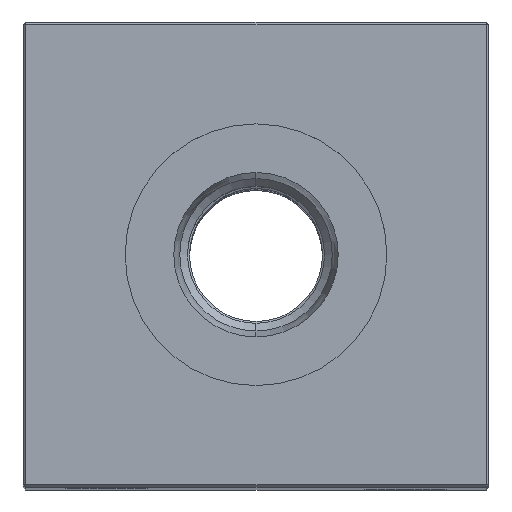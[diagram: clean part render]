
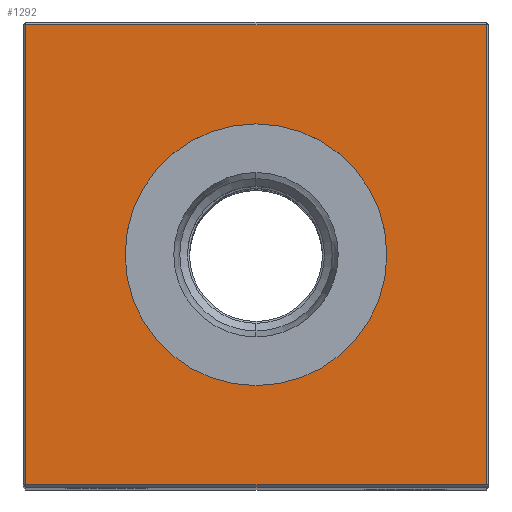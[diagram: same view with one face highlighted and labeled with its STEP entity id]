
A CAD part, top view. The second image highlights one B-rep face of the part: STEP entity #1292.
In plain terms, the highlighted planar face has unit normal (0, 0, 1).
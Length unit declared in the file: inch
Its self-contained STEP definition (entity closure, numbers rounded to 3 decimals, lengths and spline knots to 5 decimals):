
#46 = DIRECTION ( 'NONE',  ( 0., -1., 0. ) ) ;
#961 = EDGE_CURVE ( 'NONE', #14627, #16116, #26432, .T. ) ;
#1292 = ADVANCED_FACE ( 'NONE', ( #3671, #8155 ), #11984, .F. ) ;
#1755 = ORIENTED_EDGE ( 'NONE', *, *, #2923, .T. ) ;
#2888 = VECTOR ( 'NONE', #12283, 39.37008 ) ;
#2923 = EDGE_CURVE ( 'NONE', #16116, #7691, #22582, .T. ) ;
#3018 = ORIENTED_EDGE ( 'NONE', *, *, #961, .T. ) ;
#3671 = FACE_OUTER_BOUND ( 'NONE', #24459, .T. ) ;
#3787 = LINE ( 'NONE', #22699, #5153 ) ;
#3953 = DIRECTION ( 'NONE',  ( 0., 0., -1. ) ) ;
#4062 = DIRECTION ( 'NONE',  ( 0., 0., -1. ) ) ;
#4194 = AXIS2_PLACEMENT_3D ( 'NONE', #6106, #4062, #12379 ) ;
#5128 = DIRECTION ( 'NONE',  ( -1., 0., 0. ) ) ;
#5153 = VECTOR ( 'NONE', #22170, 39.37008 ) ;
#5572 = CARTESIAN_POINT ( 'NONE',  ( -0.865, 0.865, 5.5 ) ) ;
#5644 = EDGE_LOOP ( 'NONE', ( #12873, #10672 ) ) ;
#5993 = CARTESIAN_POINT ( 'NONE',  ( 0., 0., 5.5 ) ) ;
#6106 = CARTESIAN_POINT ( 'NONE',  ( 0., 0., 5.5 ) ) ;
#6221 = EDGE_CURVE ( 'NONE', #17232, #9575, #26320, .T. ) ;
#6228 = CARTESIAN_POINT ( 'NONE',  ( 0.865, 0., 5.5 ) ) ;
#7691 = VERTEX_POINT ( 'NONE', #25847 ) ;
#7917 = CARTESIAN_POINT ( 'NONE',  ( 0., -0.865, 5.5 ) ) ;
#8155 = FACE_BOUND ( 'NONE', #5644, .T. ) ;
#8642 = LINE ( 'NONE', #26366, #25742 ) ;
#9391 = AXIS2_PLACEMENT_3D ( 'NONE', #17529, #11411, #5128 ) ;
#9575 = VERTEX_POINT ( 'NONE', #11469 ) ;
#10127 = ORIENTED_EDGE ( 'NONE', *, *, #11993, .T. ) ;
#10672 = ORIENTED_EDGE ( 'NONE', *, *, #6221, .T. ) ;
#10738 = DIRECTION ( 'NONE',  ( 0., 1., 0. ) ) ;
#11411 = DIRECTION ( 'NONE',  ( 0., 0., -1. ) ) ;
#11469 = CARTESIAN_POINT ( 'NONE',  ( 0., 0.49213, 5.5 ) ) ;
#11949 = ORIENTED_EDGE ( 'NONE', *, *, #14082, .T. ) ;
#11984 = PLANE ( 'NONE',  #4194 ) ;
#11993 = EDGE_CURVE ( 'NONE', #7691, #14792, #3787, .T. ) ;
#12283 = DIRECTION ( 'NONE',  ( 1., 0., 0. ) ) ;
#12379 = DIRECTION ( 'NONE',  ( -1., 0., 0. ) ) ;
#12873 = ORIENTED_EDGE ( 'NONE', *, *, #20263, .T. ) ;
#14082 = EDGE_CURVE ( 'NONE', #14792, #14627, #8642, .T. ) ;
#14316 = DIRECTION ( 'NONE',  ( -1., 0., 0. ) ) ;
#14627 = VERTEX_POINT ( 'NONE', #21138 ) ;
#14792 = VERTEX_POINT ( 'NONE', #5572 ) ;
#16116 = VERTEX_POINT ( 'NONE', #20338 ) ;
#17163 = VECTOR ( 'NONE', #10738, 39.37008 ) ;
#17232 = VERTEX_POINT ( 'NONE', #20171 ) ;
#17529 = CARTESIAN_POINT ( 'NONE',  ( 0., 0., 5.5 ) ) ;
#20171 = CARTESIAN_POINT ( 'NONE',  ( 0., -0.49213, 5.5 ) ) ;
#20263 = EDGE_CURVE ( 'NONE', #9575, #17232, #20988, .T. ) ;
#20338 = CARTESIAN_POINT ( 'NONE',  ( 0.865, -0.865, 5.5 ) ) ;
#20988 = CIRCLE ( 'NONE', #24458, 0.49213 ) ;
#21138 = CARTESIAN_POINT ( 'NONE',  ( -0.865, -0.865, 5.5 ) ) ;
#22170 = DIRECTION ( 'NONE',  ( -1., 0., 0. ) ) ;
#22582 = LINE ( 'NONE', #6228, #17163 ) ;
#22699 = CARTESIAN_POINT ( 'NONE',  ( 0., 0.865, 5.5 ) ) ;
#24458 = AXIS2_PLACEMENT_3D ( 'NONE', #5993, #3953, #14316 ) ;
#24459 = EDGE_LOOP ( 'NONE', ( #11949, #3018, #1755, #10127 ) ) ;
#25742 = VECTOR ( 'NONE', #46, 39.37008 ) ;
#25847 = CARTESIAN_POINT ( 'NONE',  ( 0.865, 0.865, 5.5 ) ) ;
#26320 = CIRCLE ( 'NONE', #9391, 0.49213 ) ;
#26366 = CARTESIAN_POINT ( 'NONE',  ( -0.865, 0., 5.5 ) ) ;
#26432 = LINE ( 'NONE', #7917, #2888 ) ;
